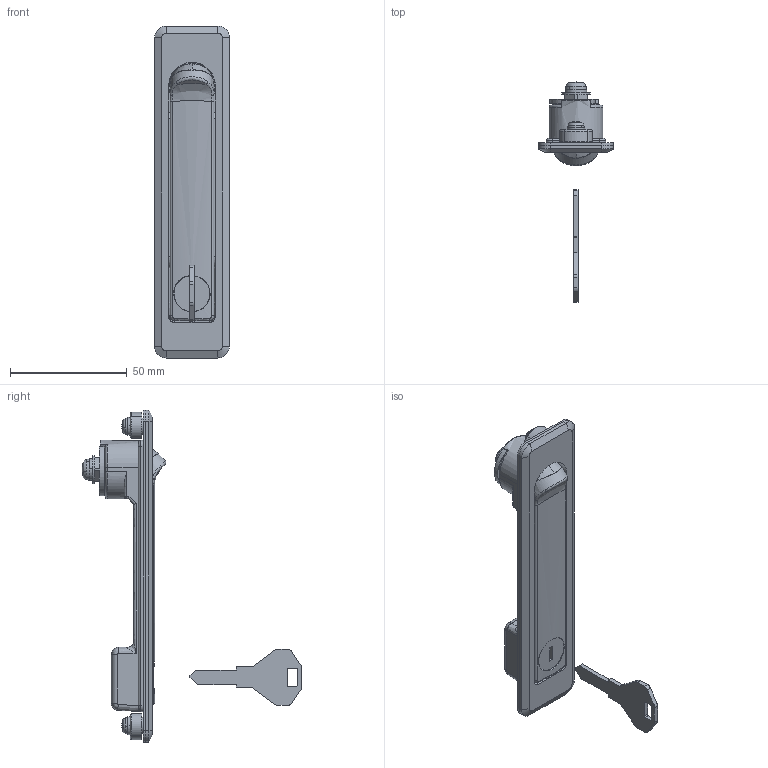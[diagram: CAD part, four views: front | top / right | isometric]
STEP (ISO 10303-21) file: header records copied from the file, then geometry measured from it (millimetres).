
FILE_DESCRIPTION((''),'2;1');
FILE_NAME('','2005-10-12T12:26:59',(''),(''),'','CADfix','');
FILE_SCHEMA(('AUTOMOTIVE_DESIGN'));
Length unit declared in the file: millimetre
Products named in the file (12): lock; key; bracket; screw_B; shaft; screw_A; pin; packing; handle; control_cam; base; THA_505_1K_4082_36
Assembly tree (13 placements, depth 2):
  THA_505_1K_4082_36
    lock
    key
    bracket  x2
    screw_B  x2
    shaft
    screw_A
    pin
    packing
    handle
    control_cam
    base
Bounding box: 32 x 93.93 x 142 mm (x, y, z)
Volume: 39562 mm3; surface area: 33119 mm2
Topology: 13 solids, 13 shells, 444 faces, 1221 edges, 817 vertices
Faces by surface type: bspline 444
Entity records: 16109 total; most frequent: CARTESIAN_POINT 9773, ORIENTED_EDGE 2164, EDGE_CURVE 1082, VERTEX_POINT 724, QUASI_UNIFORM_CURVE 491, EDGE_LOOP 432, FACE_OUTER_BOUND 396, ADVANCED_FACE 396
